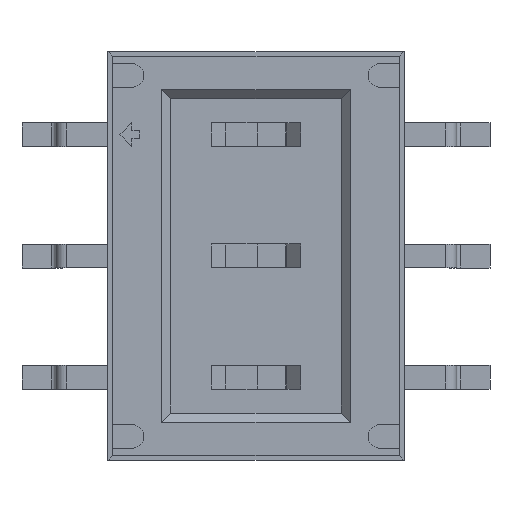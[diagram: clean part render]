
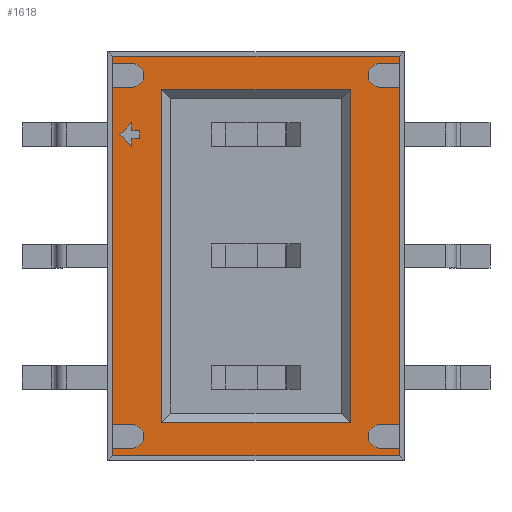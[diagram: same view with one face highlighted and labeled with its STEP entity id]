
A CAD part, top view. The second image highlights one B-rep face of the part: STEP entity #1618.
In plain terms, the highlighted planar face has unit normal (0, 0, 1).
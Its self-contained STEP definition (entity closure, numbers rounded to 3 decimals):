
#13=DIRECTION('',(0.,0.,1.));
#27=VECTOR('',#28,1.);
#28=DIRECTION('',(0.,1.,0.));
#51=VECTOR('',#52,1.);
#52=DIRECTION('',(-1.,0.,0.));
#58=VECTOR('',#59,1.);
#59=DIRECTION('',(0.,-1.,0.));
#63=VECTOR('',#64,1.);
#64=DIRECTION('',(1.,0.,0.));
#67=DIRECTION('',(0.,0.,-1.));
#116=DIRECTION('',(0.,-1.,0.));
#249=VECTOR('',#250,1.);
#250=DIRECTION('',(1.,0.,0.));
#291=VECTOR('',#292,1.);
#292=DIRECTION('',(-1.,0.,0.));
#811=VERTEX_POINT('',#812);
#812=CARTESIAN_POINT('',(3.,-4.18,3.1));
#817=VERTEX_POINT('',#818);
#818=CARTESIAN_POINT('',(3.,4.18,3.1));
#820=ORIENTED_EDGE('',*,*,#821,.F.);
#821=EDGE_CURVE('',#822,#817,#824,.T.);
#822=VERTEX_POINT('',#823);
#823=CARTESIAN_POINT('',(3.,4.03,3.1));
#824=LINE('',#812,#27);
#838=VERTEX_POINT('',#839);
#839=CARTESIAN_POINT('',(3.,3.53,3.1));
#841=ORIENTED_EDGE('',*,*,#842,.F.);
#842=EDGE_CURVE('',#843,#838,#824,.T.);
#843=VERTEX_POINT('',#844);
#844=CARTESIAN_POINT('',(3.,-3.53,3.1));
#858=VERTEX_POINT('',#859);
#859=CARTESIAN_POINT('',(3.,-4.03,3.1));
#861=ORIENTED_EDGE('',*,*,#862,.F.);
#862=EDGE_CURVE('',#811,#858,#824,.T.);
#1594=VERTEX_POINT('',#1595);
#1595=CARTESIAN_POINT('',(-3.,4.18,3.1));
#1597=ORIENTED_EDGE('',*,*,#1598,.F.);
#1598=EDGE_CURVE('',#817,#1594,#1599,.T.);
#1599=LINE('',#818,#51);
#1608=ORIENTED_EDGE('',*,*,#1609,.F.);
#1609=EDGE_CURVE('',#1610,#811,#1612,.T.);
#1610=VERTEX_POINT('',#1611);
#1611=CARTESIAN_POINT('',(-3.,-4.18,3.1));
#1612=LINE('',#1611,#63);
#1618=ADVANCED_FACE('',(#1619,#1701,#1723),#1764,.F.);
#1619=FACE_BOUND('',#1620,.F.);
#1620=EDGE_LOOP('',(#861,#1608,#1621,#1626,#1632,#1639,#1644,#1648,#1654,#1661,#1666,#1597,#820,#1668,#1674,#1682,#841,#1685,#1691,#1698));
#1621=ORIENTED_EDGE('',*,*,#1622,.F.);
#1622=EDGE_CURVE('',#1623,#1610,#1625,.T.);
#1623=VERTEX_POINT('',#1624);
#1624=CARTESIAN_POINT('',(-3.,-4.03,3.1));
#1625=LINE('',#1595,#58);
#1626=ORIENTED_EDGE('',*,*,#1627,.T.);
#1627=EDGE_CURVE('',#1623,#1628,#1630,.T.);
#1628=VERTEX_POINT('',#1629);
#1629=CARTESIAN_POINT('',(-2.6,-4.03,3.1));
#1630=LINE('',#1631,#63);
#1631=CARTESIAN_POINT('',(-3.1,-4.03,3.1));
#1632=ORIENTED_EDGE('',*,*,#1633,.T.);
#1633=EDGE_CURVE('',#1628,#1634,#1636,.T.);
#1634=VERTEX_POINT('',#1635);
#1635=CARTESIAN_POINT('',(-2.6,-3.53,3.1));
#1636=CIRCLE('',#1637,0.25);
#1637=AXIS2_PLACEMENT_3D('',#1638,#13,#28);
#1638=CARTESIAN_POINT('',(-2.6,-3.78,3.1));
#1639=ORIENTED_EDGE('',*,*,#1640,.T.);
#1640=EDGE_CURVE('',#1634,#1641,#1643,.T.);
#1641=VERTEX_POINT('',#1642);
#1642=CARTESIAN_POINT('',(-3.,-3.53,3.1));
#1643=LINE('',#1635,#51);
#1644=ORIENTED_EDGE('',*,*,#1645,.F.);
#1645=EDGE_CURVE('',#1646,#1641,#1625,.T.);
#1646=VERTEX_POINT('',#1647);
#1647=CARTESIAN_POINT('',(-3.,3.53,3.1));
#1648=ORIENTED_EDGE('',*,*,#1649,.T.);
#1649=EDGE_CURVE('',#1646,#1650,#1652,.T.);
#1650=VERTEX_POINT('',#1651);
#1651=CARTESIAN_POINT('',(-2.6,3.53,3.1));
#1652=LINE('',#1653,#63);
#1653=CARTESIAN_POINT('',(-3.1,3.53,3.1));
#1654=ORIENTED_EDGE('',*,*,#1655,.T.);
#1655=EDGE_CURVE('',#1650,#1656,#1658,.T.);
#1656=VERTEX_POINT('',#1657);
#1657=CARTESIAN_POINT('',(-2.6,4.03,3.1));
#1658=CIRCLE('',#1659,0.25);
#1659=AXIS2_PLACEMENT_3D('',#1660,#13,#28);
#1660=CARTESIAN_POINT('',(-2.6,3.78,3.1));
#1661=ORIENTED_EDGE('',*,*,#1662,.T.);
#1662=EDGE_CURVE('',#1656,#1663,#1665,.T.);
#1663=VERTEX_POINT('',#1664);
#1664=CARTESIAN_POINT('',(-3.,4.03,3.1));
#1665=LINE('',#1657,#51);
#1666=ORIENTED_EDGE('',*,*,#1667,.F.);
#1667=EDGE_CURVE('',#1594,#1663,#1625,.T.);
#1668=ORIENTED_EDGE('',*,*,#1669,.T.);
#1669=EDGE_CURVE('',#822,#1670,#1672,.T.);
#1670=VERTEX_POINT('',#1671);
#1671=CARTESIAN_POINT('',(2.6,4.03,3.1));
#1672=LINE('',#1673,#291);
#1673=CARTESIAN_POINT('',(3.1,4.03,3.1));
#1674=ORIENTED_EDGE('',*,*,#1675,.T.);
#1675=EDGE_CURVE('',#1670,#1676,#1678,.T.);
#1676=VERTEX_POINT('',#1677);
#1677=CARTESIAN_POINT('',(2.6,3.53,3.1));
#1678=CIRCLE('',#1679,0.25);
#1679=AXIS2_PLACEMENT_3D('',#1680,#1681,#116);
#1680=CARTESIAN_POINT('',(2.6,3.78,3.1));
#1681=DIRECTION('',(0.,0.,1.));
#1682=ORIENTED_EDGE('',*,*,#1683,.T.);
#1683=EDGE_CURVE('',#1676,#838,#1684,.T.);
#1684=LINE('',#1677,#249);
#1685=ORIENTED_EDGE('',*,*,#1686,.T.);
#1686=EDGE_CURVE('',#843,#1687,#1689,.T.);
#1687=VERTEX_POINT('',#1688);
#1688=CARTESIAN_POINT('',(2.6,-3.53,3.1));
#1689=LINE('',#1690,#291);
#1690=CARTESIAN_POINT('',(3.1,-3.53,3.1));
#1691=ORIENTED_EDGE('',*,*,#1692,.T.);
#1692=EDGE_CURVE('',#1687,#1693,#1695,.T.);
#1693=VERTEX_POINT('',#1694);
#1694=CARTESIAN_POINT('',(2.6,-4.03,3.1));
#1695=CIRCLE('',#1696,0.25);
#1696=AXIS2_PLACEMENT_3D('',#1697,#1681,#116);
#1697=CARTESIAN_POINT('',(2.6,-3.78,3.1));
#1698=ORIENTED_EDGE('',*,*,#1699,.T.);
#1699=EDGE_CURVE('',#1693,#858,#1700,.T.);
#1700=LINE('',#1694,#249);
#1701=FACE_BOUND('',#1702,.F.);
#1702=EDGE_LOOP('',(#1703,#1710,#1715,#1720));
#1703=ORIENTED_EDGE('',*,*,#1704,.T.);
#1704=EDGE_CURVE('',#1705,#1707,#1709,.T.);
#1705=VERTEX_POINT('',#1706);
#1706=CARTESIAN_POINT('',(1.975,3.48,3.1));
#1707=VERTEX_POINT('',#1708);
#1708=CARTESIAN_POINT('',(-1.975,3.48,3.1));
#1709=LINE('',#1706,#51);
#1710=ORIENTED_EDGE('',*,*,#1711,.T.);
#1711=EDGE_CURVE('',#1707,#1712,#1714,.T.);
#1712=VERTEX_POINT('',#1713);
#1713=CARTESIAN_POINT('',(-1.975,-3.48,3.1));
#1714=LINE('',#1708,#58);
#1715=ORIENTED_EDGE('',*,*,#1716,.T.);
#1716=EDGE_CURVE('',#1712,#1717,#1719,.T.);
#1717=VERTEX_POINT('',#1718);
#1718=CARTESIAN_POINT('',(1.975,-3.48,3.1));
#1719=LINE('',#1713,#63);
#1720=ORIENTED_EDGE('',*,*,#1721,.T.);
#1721=EDGE_CURVE('',#1717,#1705,#1722,.T.);
#1722=LINE('',#1718,#27);
#1723=FACE_BOUND('',#1724,.F.);
#1724=EDGE_LOOP('',(#1725,#1732,#1737,#1744,#1751,#1756,#1761));
#1725=ORIENTED_EDGE('',*,*,#1726,.T.);
#1726=EDGE_CURVE('',#1727,#1729,#1731,.T.);
#1727=VERTEX_POINT('',#1728);
#1728=CARTESIAN_POINT('',(-2.433,2.623,3.1));
#1729=VERTEX_POINT('',#1730);
#1730=CARTESIAN_POINT('',(-2.6,2.623,3.1));
#1731=LINE('',#1728,#51);
#1732=ORIENTED_EDGE('',*,*,#1733,.T.);
#1733=EDGE_CURVE('',#1729,#1734,#1736,.T.);
#1734=VERTEX_POINT('',#1735);
#1735=CARTESIAN_POINT('',(-2.6,2.79,3.1));
#1736=LINE('',#1730,#27);
#1737=ORIENTED_EDGE('',*,*,#1738,.T.);
#1738=EDGE_CURVE('',#1734,#1739,#1741,.T.);
#1739=VERTEX_POINT('',#1740);
#1740=CARTESIAN_POINT('',(-2.85,2.54,3.1));
#1741=LINE('',#1735,#1742);
#1742=VECTOR('',#1743,1.);
#1743=DIRECTION('',(-0.707,-0.707,0.));
#1744=ORIENTED_EDGE('',*,*,#1745,.T.);
#1745=EDGE_CURVE('',#1739,#1746,#1748,.T.);
#1746=VERTEX_POINT('',#1747);
#1747=CARTESIAN_POINT('',(-2.6,2.29,3.1));
#1748=LINE('',#1740,#1749);
#1749=VECTOR('',#1750,1.);
#1750=DIRECTION('',(0.707,-0.707,0.));
#1751=ORIENTED_EDGE('',*,*,#1752,.T.);
#1752=EDGE_CURVE('',#1746,#1753,#1755,.T.);
#1753=VERTEX_POINT('',#1754);
#1754=CARTESIAN_POINT('',(-2.6,2.457,3.1));
#1755=LINE('',#1747,#27);
#1756=ORIENTED_EDGE('',*,*,#1757,.T.);
#1757=EDGE_CURVE('',#1753,#1758,#1760,.T.);
#1758=VERTEX_POINT('',#1759);
#1759=CARTESIAN_POINT('',(-2.433,2.457,3.1));
#1760=LINE('',#1754,#63);
#1761=ORIENTED_EDGE('',*,*,#1762,.T.);
#1762=EDGE_CURVE('',#1758,#1727,#1763,.T.);
#1763=LINE('',#1759,#27);
#1764=PLANE('',#1765);
#1765=AXIS2_PLACEMENT_3D('',#812,#67,#1766);
#1766=DIRECTION('',(-0.583,0.812,0.));
